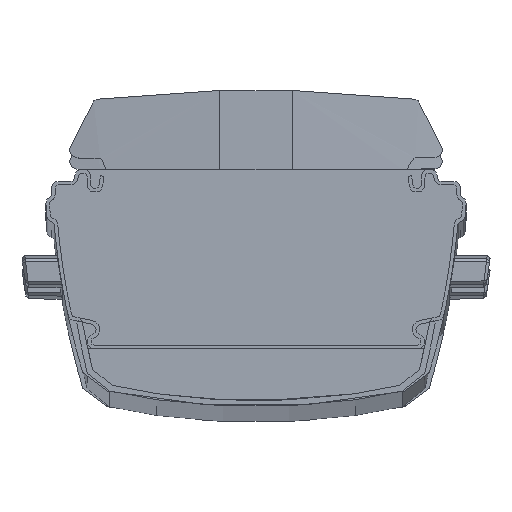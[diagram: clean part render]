
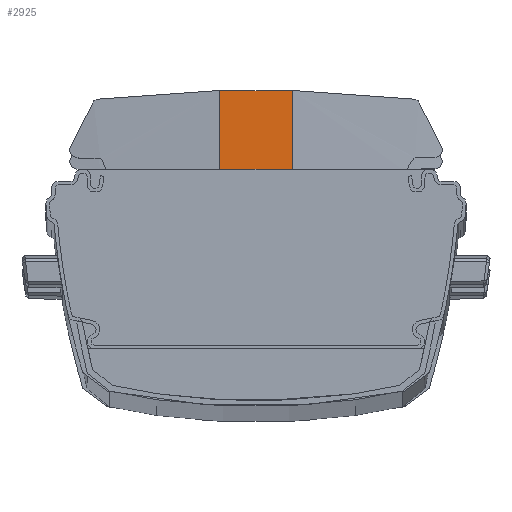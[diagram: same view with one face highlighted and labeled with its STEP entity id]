
A CAD part, top view. The second image highlights one B-rep face of the part: STEP entity #2925.
In plain terms, the highlighted face is planar.
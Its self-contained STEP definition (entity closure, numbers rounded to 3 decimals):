
#337 = LINE ( 'NONE', #4123, #9541 ) ;
#538 = CARTESIAN_POINT ( 'NONE',  ( -6., 557.435, 15.422 ) ) ;
#1131 = EDGE_CURVE ( 'NONE', #12515, #5297, #19440, .T. ) ;
#1640 = DIRECTION ( 'NONE',  ( -1., 0., 0. ) ) ;
#2287 = CARTESIAN_POINT ( 'NONE',  ( 6., 557.435, -26.931 ) ) ;
#2925 = ADVANCED_FACE ( 'NONE', ( #21001 ), #19292, .F. ) ;
#4084 = CARTESIAN_POINT ( 'NONE',  ( 6., 557.435, -26.931 ) ) ;
#4123 = CARTESIAN_POINT ( 'NONE',  ( -6., 557.435, -26.931 ) ) ;
#4411 = VERTEX_POINT ( 'NONE', #14331 ) ;
#4806 = CARTESIAN_POINT ( 'NONE',  ( 6., 557.435, 15.422 ) ) ;
#4933 = VECTOR ( 'NONE', #21311, 1000. ) ;
#5297 = VERTEX_POINT ( 'NONE', #13953 ) ;
#5712 = LINE ( 'NONE', #4084, #4933 ) ;
#6966 = DIRECTION ( 'NONE',  ( 0., 0., -1. ) ) ;
#7633 = ORIENTED_EDGE ( 'NONE', *, *, #20097, .F. ) ;
#9440 = DIRECTION ( 'NONE',  ( 0., -1., 0. ) ) ;
#9541 = VECTOR ( 'NONE', #16288, 1000. ) ;
#10841 = EDGE_CURVE ( 'NONE', #4411, #22539, #337, .T. ) ;
#12317 = CARTESIAN_POINT ( 'NONE',  ( 6., 557.435, 15.422 ) ) ;
#12515 = VERTEX_POINT ( 'NONE', #4806 ) ;
#12991 = VECTOR ( 'NONE', #1640, 1000. ) ;
#13953 = CARTESIAN_POINT ( 'NONE',  ( 6., 557.435, -26.931 ) ) ;
#14331 = CARTESIAN_POINT ( 'NONE',  ( -6., 557.435, -26.931 ) ) ;
#14466 = AXIS2_PLACEMENT_3D ( 'NONE', #2287, #9440, #14807 ) ;
#14807 = DIRECTION ( 'NONE',  ( 0., 0., -1. ) ) ;
#15300 = ORIENTED_EDGE ( 'NONE', *, *, #10841, .T. ) ;
#16202 = VECTOR ( 'NONE', #6966, 1000. ) ;
#16288 = DIRECTION ( 'NONE',  ( 0., 0., 1. ) ) ;
#16607 = LINE ( 'NONE', #17023, #12991 ) ;
#17023 = CARTESIAN_POINT ( 'NONE',  ( 6., 557.435, 15.422 ) ) ;
#17242 = ORIENTED_EDGE ( 'NONE', *, *, #1131, .T. ) ;
#18514 = EDGE_CURVE ( 'NONE', #5297, #4411, #5712, .T. ) ;
#19292 = PLANE ( 'NONE',  #14466 ) ;
#19440 = LINE ( 'NONE', #12317, #16202 ) ;
#19593 = ORIENTED_EDGE ( 'NONE', *, *, #18514, .T. ) ;
#20097 = EDGE_CURVE ( 'NONE', #12515, #22539, #16607, .T. ) ;
#21001 = FACE_OUTER_BOUND ( 'NONE', #22304, .T. ) ;
#21311 = DIRECTION ( 'NONE',  ( -1., 0., 0. ) ) ;
#22304 = EDGE_LOOP ( 'NONE', ( #15300, #7633, #17242, #19593 ) ) ;
#22539 = VERTEX_POINT ( 'NONE', #538 ) ;
